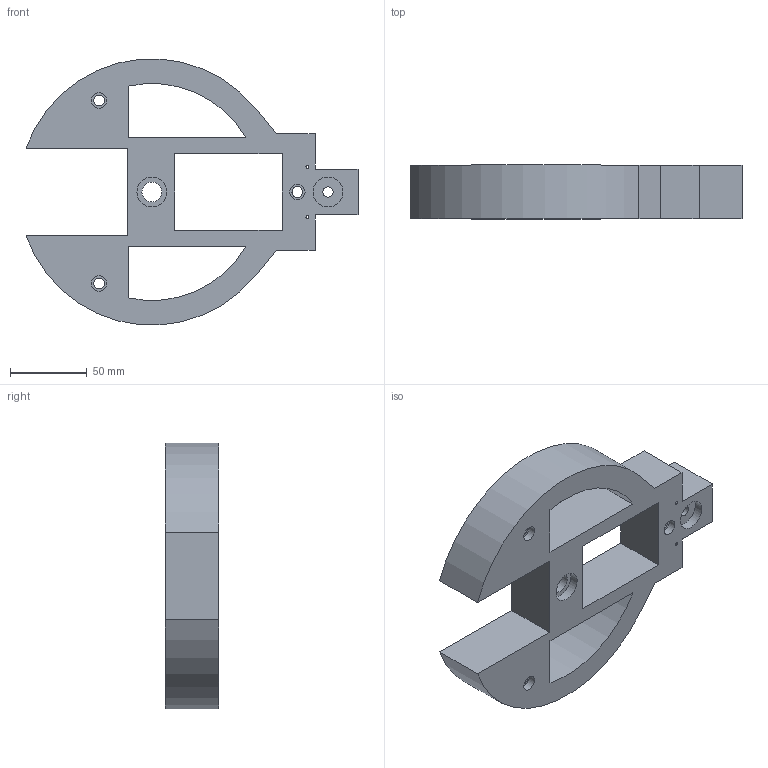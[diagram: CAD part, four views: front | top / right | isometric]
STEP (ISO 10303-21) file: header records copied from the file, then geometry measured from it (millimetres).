
FILE_DESCRIPTION(/* description */ (''),/* implementation_level */ '2;1');
FILE_NAME(/* name */ 'colosseum_baseplate.step',/* time_stamp */ '2019-11-28T18:03:26-08:00',/* author */ (''),/* organization */ (''),/* preprocessor_version */ 'ST-DEVELOPER v18',/* originating_system */ 'Autodesk Translation Framework v8.12.0.6',/* authorisation */ '');
FILE_SCHEMA (('AUTOMOTIVE_DESIGN { 1 0 10303 214 3 1 1 }'));
Length unit declared in the file: millimetre
Products named in the file (1): base plate
Bounding box: 216.81 x 35 x 173.59 mm (x, y, z)
Volume: 502778.8 mm3; surface area: 84242.4 mm2
Topology: 1 solids, 1 shells, 43 faces, 111 edges, 75 vertices
Faces by surface type: plane 27, cylinder 16
Full cylindrical faces by diameter (mm): 2 x2, 6.8 x1, 7 x3, 10 x3, 13 x1, 19.5 x2
Entity records: 1397 total; most frequent: DIRECTION 234, CARTESIAN_POINT 230, ORIENTED_EDGE 222, EDGE_CURVE 111, AXIS2_PLACEMENT_3D 79, LINE 76, VECTOR 76, VERTEX_POINT 75
